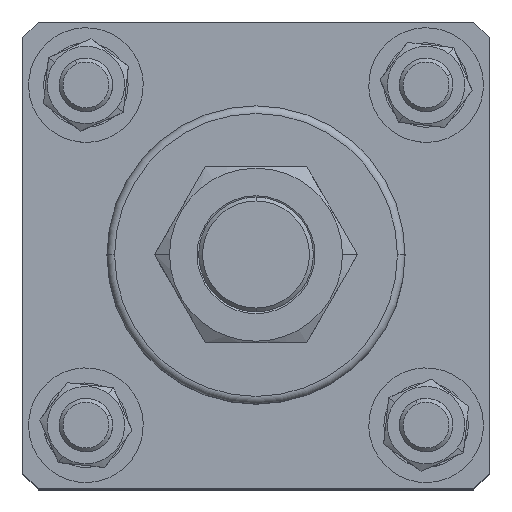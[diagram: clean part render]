
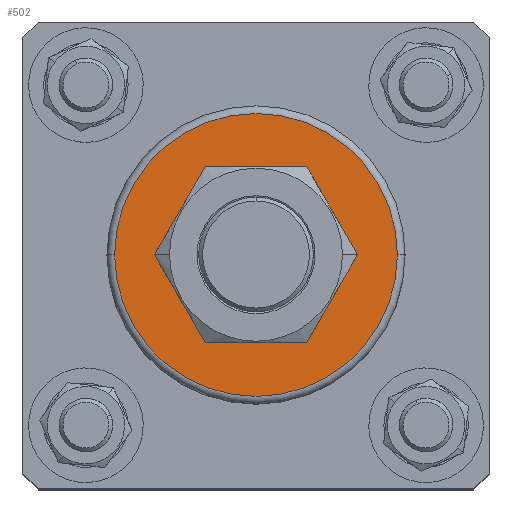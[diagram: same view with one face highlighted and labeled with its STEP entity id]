
A CAD part, top view. The second image highlights one B-rep face of the part: STEP entity #502.
In plain terms, the highlighted planar face has unit normal (0, 0, 1).
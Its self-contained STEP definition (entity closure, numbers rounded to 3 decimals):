
#502 = ADVANCED_FACE ( 'NONE', ( #1103, #1098 ), #5336, .T. ) ;
#637 = CIRCLE ( 'NONE', #2719, 37. ) ;
#789 = CIRCLE ( 'NONE', #2774, 21. ) ;
#917 = CIRCLE ( 'NONE', #2822, 37. ) ;
#942 = CIRCLE ( 'NONE', #2826, 21. ) ;
#1098 = FACE_OUTER_BOUND ( 'NONE', #7230, .T. ) ;
#1103 = FACE_BOUND ( 'NONE', #7198, .T. ) ;
#2159 = ORIENTED_EDGE ( 'NONE', *, *, #2570, .T. ) ;
#2194 = ORIENTED_EDGE ( 'NONE', *, *, #2986, .T. ) ;
#2310 = ORIENTED_EDGE ( 'NONE', *, *, #2635, .T. ) ;
#2443 = ORIENTED_EDGE ( 'NONE', *, *, #3114, .T. ) ;
#2570 = EDGE_CURVE ( 'NONE', #7415, #7485, #942, .T. ) ;
#2635 = EDGE_CURVE ( 'NONE', #7472, #7491, #917, .T. ) ;
#2719 = AXIS2_PLACEMENT_3D ( 'NONE', #4239, #4238, #4237 ) ;
#2774 = AXIS2_PLACEMENT_3D ( 'NONE', #7044, #7042, #7041 ) ;
#2822 = AXIS2_PLACEMENT_3D ( 'NONE', #4490, #4489, #4488 ) ;
#2826 = AXIS2_PLACEMENT_3D ( 'NONE', #4508, #4502, #4505 ) ;
#2886 = AXIS2_PLACEMENT_3D ( 'NONE', #5338, #5332, #5331 ) ;
#2986 = EDGE_CURVE ( 'NONE', #7485, #7415, #789, .T. ) ;
#3114 = EDGE_CURVE ( 'NONE', #7491, #7472, #637, .T. ) ;
#4237 = DIRECTION ( 'NONE',  ( 1., 0., 0. ) ) ;
#4238 = DIRECTION ( 'NONE',  ( 0., 0., 1. ) ) ;
#4239 = CARTESIAN_POINT ( 'NONE',  ( 0., 0., 69. ) ) ;
#4488 = DIRECTION ( 'NONE',  ( 1., 0., 0. ) ) ;
#4489 = DIRECTION ( 'NONE',  ( 0., 0., 1. ) ) ;
#4490 = CARTESIAN_POINT ( 'NONE',  ( 0., 0., 69. ) ) ;
#4502 = DIRECTION ( 'NONE',  ( 0., 0., -1. ) ) ;
#4505 = DIRECTION ( 'NONE',  ( 1., 0., 0. ) ) ;
#4508 = CARTESIAN_POINT ( 'NONE',  ( 0., 0., 69. ) ) ;
#5331 = DIRECTION ( 'NONE',  ( 1., 0., 0. ) ) ;
#5332 = DIRECTION ( 'NONE',  ( 0., 0., 1. ) ) ;
#5336 = PLANE ( 'NONE',  #2886 ) ;
#5338 = CARTESIAN_POINT ( 'NONE',  ( 0., 0., 69. ) ) ;
#5994 = CARTESIAN_POINT ( 'NONE',  ( 21., 0., 69. ) ) ;
#6010 = CARTESIAN_POINT ( 'NONE',  ( 37., 0., 69. ) ) ;
#6021 = CARTESIAN_POINT ( 'NONE',  ( -21., 0., 69. ) ) ;
#6027 = CARTESIAN_POINT ( 'NONE',  ( -37., 0., 69. ) ) ;
#7041 = DIRECTION ( 'NONE',  ( 1., 0., 0. ) ) ;
#7042 = DIRECTION ( 'NONE',  ( 0., 0., -1. ) ) ;
#7044 = CARTESIAN_POINT ( 'NONE',  ( 0., 0., 69. ) ) ;
#7198 = EDGE_LOOP ( 'NONE', ( #2159, #2194 ) ) ;
#7230 = EDGE_LOOP ( 'NONE', ( #2310, #2443 ) ) ;
#7415 = VERTEX_POINT ( 'NONE', #5994 ) ;
#7472 = VERTEX_POINT ( 'NONE', #6010 ) ;
#7485 = VERTEX_POINT ( 'NONE', #6021 ) ;
#7491 = VERTEX_POINT ( 'NONE', #6027 ) ;
